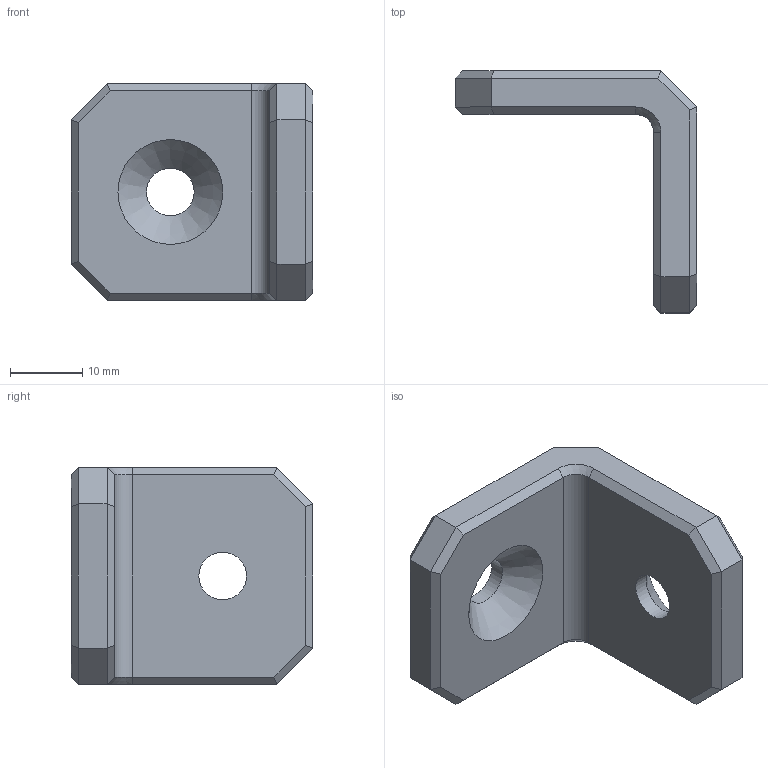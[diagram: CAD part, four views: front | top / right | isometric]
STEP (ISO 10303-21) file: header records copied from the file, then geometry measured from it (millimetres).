
FILE_DESCRIPTION(/* description */ ('STEP AP214'),/* implementation_level */ '2;1');
FILE_NAME(/* name */ '61520fe8b645bf45473cea78',/* time_stamp */ '2021-09-27T18:39:37+00:00',/* author */ (''),/* organization */ (''),/* preprocessor_version */ 'ST-DEVELOPER v18.1',/* originating_system */ ' ',/* authorisation */ ' ');
FILE_SCHEMA (('AUTOMOTIVE_DESIGN {1 0 10303 214 3 1 1}'));
Length unit declared in the file: metre
Products named in the file (1): lid_hinged_tiedown v1
Bounding box: 33.5 x 33.5 x 30 mm (x, y, z)
Volume: 9318.1 mm3; surface area: 4298.4 mm2
Topology: 1 solids, 1 shells, 42 faces, 94 edges, 54 vertices
Faces by surface type: plane 35, cone 4, cylinder 3
Full cylindrical faces by diameter (mm): 6.6 x2
Entity records: 1138 total; most frequent: CARTESIAN_POINT 187, DIRECTION 186, ORIENTED_EDGE 180, EDGE_CURVE 90, LINE 80, VECTOR 80, VERTEX_POINT 54, AXIS2_PLACEMENT_3D 53
